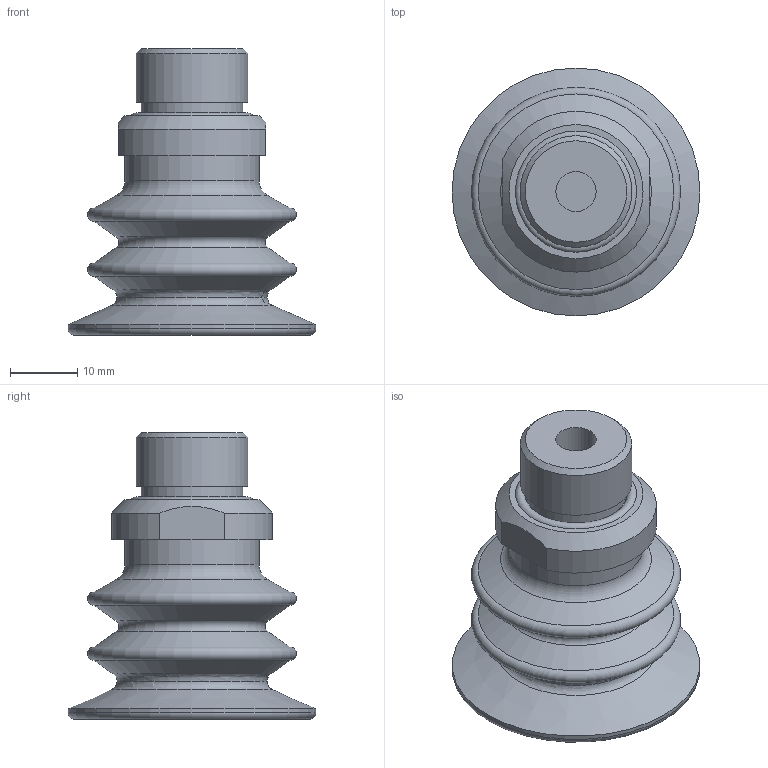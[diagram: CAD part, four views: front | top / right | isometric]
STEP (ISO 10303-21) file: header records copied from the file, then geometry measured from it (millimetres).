
FILE_DESCRIPTION( ( '' ), '1' );
FILE_NAME( '0107550.stp', '2002-09-10T09:20:09', ( 'Andreas Norlén' ), ( 'PIAB AB' ), 'XStep 1.0', 'SolidEdge', ' ' );
FILE_SCHEMA( ( 'CONFIG_CONTROL_DESIGN' ) );
Length unit declared in the file: millimetre
Products named in the file (1): 1
Bounding box: 37 x 37 x 42.8 mm (x, y, z)
Volume: 11065.6 mm3; surface area: 10042.8 mm2
Topology: 1 solids, 1 shells, 45 faces, 88 edges, 53 vertices
Faces by surface type: torus 12, plane 12, cone 12, cylinder 9
Full cylindrical faces by diameter (mm): 6 x1, 11 x1, 15.15 x1, 15.6 x1, 16.66 x1, 20 x1, 37 x1
Entity records: 1066 total; most frequent: CARTESIAN_POINT 236, DIRECTION 180, ORIENTED_EDGE 102, AXIS2_PLACEMENT_3D 87, EDGE_LOOP 84, FACE_OUTER_BOUND 64, EDGE_CURVE 51, VERTEX_POINT 47
